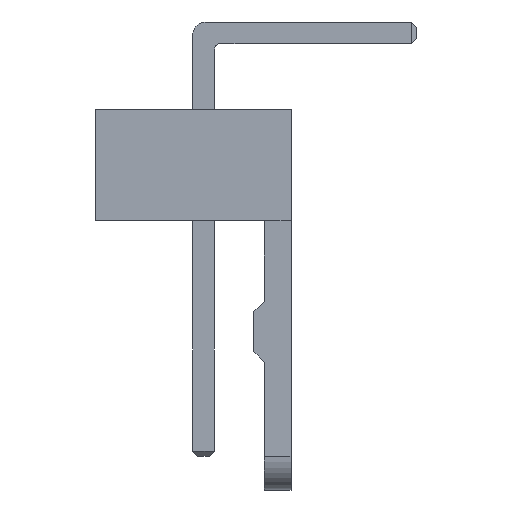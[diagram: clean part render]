
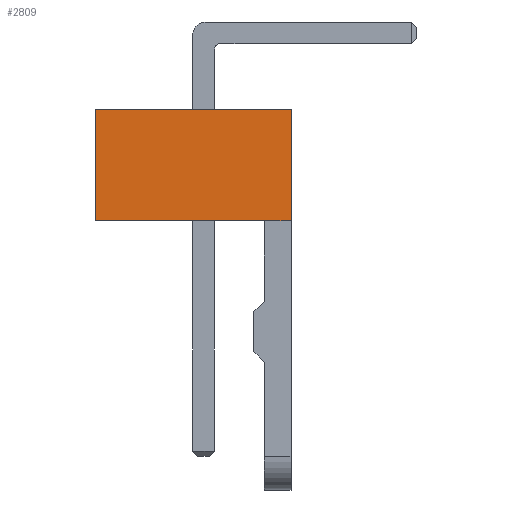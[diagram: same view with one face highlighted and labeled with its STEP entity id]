
A CAD part, left-side view. The second image highlights one B-rep face of the part: STEP entity #2809.
In plain terms, the highlighted planar face has unit normal (-1, 0, 0).
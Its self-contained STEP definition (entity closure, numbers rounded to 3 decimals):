
#119 = CARTESIAN_POINT ( 'NONE',  ( -2.54, 0., 0. ) ) ;
#255 = VERTEX_POINT ( 'NONE', #5092 ) ;
#402 = VECTOR ( 'NONE', #1757, 1000. ) ;
#416 = LINE ( 'NONE', #3352, #2906 ) ;
#441 = EDGE_CURVE ( 'NONE', #472, #255, #4276, .T. ) ;
#472 = VERTEX_POINT ( 'NONE', #3964 ) ;
#755 = EDGE_CURVE ( 'NONE', #472, #5079, #4633, .T. ) ;
#866 = PLANE ( 'NONE',  #1384 ) ;
#1113 = DIRECTION ( 'NONE',  ( 0., -1., 0. ) ) ;
#1228 = DIRECTION ( 'NONE',  ( 0., 0., 1. ) ) ;
#1253 = VECTOR ( 'NONE', #1228, 1000. ) ;
#1384 = AXIS2_PLACEMENT_3D ( 'NONE', #2206, #1737, #4961 ) ;
#1655 = DIRECTION ( 'NONE',  ( 0., -1., 0. ) ) ;
#1727 = EDGE_LOOP ( 'NONE', ( #4049, #5111, #3398, #1895 ) ) ;
#1737 = DIRECTION ( 'NONE',  ( 1., 0., 0. ) ) ;
#1757 = DIRECTION ( 'NONE',  ( 0., 0., 1. ) ) ;
#1895 = ORIENTED_EDGE ( 'NONE', *, *, #441, .T. ) ;
#2087 = VERTEX_POINT ( 'NONE', #2537 ) ;
#2180 = FACE_OUTER_BOUND ( 'NONE', #1727, .T. ) ;
#2206 = CARTESIAN_POINT ( 'NONE',  ( -2.54, 5.8, 0. ) ) ;
#2537 = CARTESIAN_POINT ( 'NONE',  ( -2.54, 0., 0. ) ) ;
#2809 = ADVANCED_FACE ( 'NONE', ( #2180 ), #866, .F. ) ;
#2821 = EDGE_CURVE ( 'NONE', #255, #2087, #4723, .T. ) ;
#2906 = VECTOR ( 'NONE', #1655, 1000. ) ;
#3173 = CARTESIAN_POINT ( 'NONE',  ( -2.54, 5.8, -3.3 ) ) ;
#3352 = CARTESIAN_POINT ( 'NONE',  ( -2.54, 5.8, 0. ) ) ;
#3398 = ORIENTED_EDGE ( 'NONE', *, *, #755, .F. ) ;
#3750 = CARTESIAN_POINT ( 'NONE',  ( -2.54, 5.8, 0. ) ) ;
#3964 = CARTESIAN_POINT ( 'NONE',  ( -2.54, 5.8, -3.3 ) ) ;
#4049 = ORIENTED_EDGE ( 'NONE', *, *, #2821, .T. ) ;
#4213 = VECTOR ( 'NONE', #1113, 1000. ) ;
#4276 = LINE ( 'NONE', #3173, #4213 ) ;
#4499 = CARTESIAN_POINT ( 'NONE',  ( -2.54, 5.8, 0. ) ) ;
#4633 = LINE ( 'NONE', #4499, #1253 ) ;
#4723 = LINE ( 'NONE', #119, #402 ) ;
#4961 = DIRECTION ( 'NONE',  ( 0., 0., -1. ) ) ;
#4976 = EDGE_CURVE ( 'NONE', #5079, #2087, #416, .T. ) ;
#5079 = VERTEX_POINT ( 'NONE', #3750 ) ;
#5092 = CARTESIAN_POINT ( 'NONE',  ( -2.54, 0., -3.3 ) ) ;
#5111 = ORIENTED_EDGE ( 'NONE', *, *, #4976, .F. ) ;
